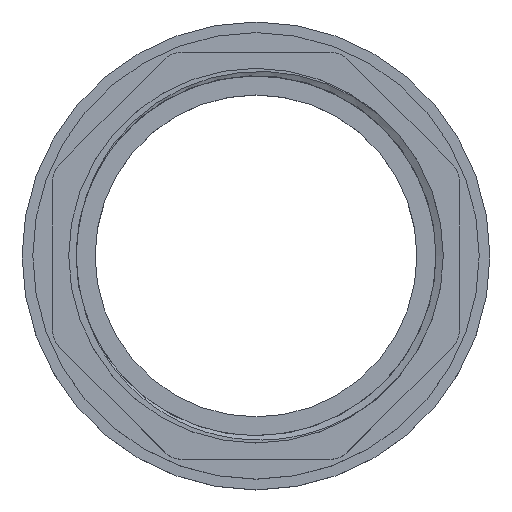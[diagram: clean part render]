
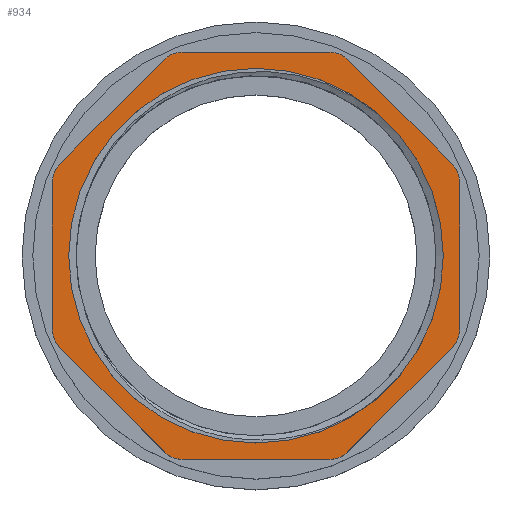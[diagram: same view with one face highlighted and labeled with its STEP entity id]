
A CAD part, top view. The second image highlights one B-rep face of the part: STEP entity #934.
In plain terms, the highlighted planar face has unit normal (0, 0, 1).
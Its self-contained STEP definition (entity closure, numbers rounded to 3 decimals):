
#20=FACE_BOUND('',#128,.T.);
#32=PLANE('',#1011);
#72=FACE_OUTER_BOUND('',#127,.T.);
#127=EDGE_LOOP('',(#725,#726,#727,#728,#729,#730,#731,#732,#733,#734,#735,
#736,#737,#738,#739,#740));
#128=EDGE_LOOP('',(#741));
#146=CIRCLE('',#976,37.592);
#156=CIRCLE('',#1012,5.);
#157=CIRCLE('',#1013,5.);
#158=CIRCLE('',#1014,5.);
#159=CIRCLE('',#1015,5.);
#160=CIRCLE('',#1016,5.);
#161=CIRCLE('',#1017,5.);
#162=CIRCLE('',#1018,5.);
#163=CIRCLE('',#1019,5.);
#256=LINE('',#4597,#315);
#260=LINE('',#4606,#319);
#262=LINE('',#4611,#321);
#266=LINE('',#4620,#325);
#270=LINE('',#4629,#329);
#276=LINE('',#4642,#335);
#280=LINE('',#4651,#339);
#282=LINE('',#4662,#341);
#315=VECTOR('',#1154,1.);
#319=VECTOR('',#1160,1.);
#321=VECTOR('',#1164,1.);
#325=VECTOR('',#1170,1.);
#329=VECTOR('',#1176,1.);
#335=VECTOR('',#1184,1.);
#339=VECTOR('',#1190,1.);
#341=VECTOR('',#1206,1.);
#367=VERTEX_POINT('',#2649);
#409=VERTEX_POINT('',#4594);
#410=VERTEX_POINT('',#4596);
#413=VERTEX_POINT('',#4603);
#414=VERTEX_POINT('',#4605);
#415=VERTEX_POINT('',#4609);
#416=VERTEX_POINT('',#4610);
#419=VERTEX_POINT('',#4618);
#420=VERTEX_POINT('',#4619);
#423=VERTEX_POINT('',#4627);
#424=VERTEX_POINT('',#4628);
#429=VERTEX_POINT('',#4639);
#430=VERTEX_POINT('',#4641);
#433=VERTEX_POINT('',#4648);
#434=VERTEX_POINT('',#4650);
#435=VERTEX_POINT('',#4659);
#436=VERTEX_POINT('',#4661);
#470=EDGE_CURVE('',#367,#367,#146,.T.);
#528=EDGE_CURVE('',#410,#409,#256,.T.);
#532=EDGE_CURVE('',#414,#413,#260,.T.);
#534=EDGE_CURVE('',#415,#416,#262,.T.);
#538=EDGE_CURVE('',#419,#420,#266,.T.);
#542=EDGE_CURVE('',#423,#424,#270,.T.);
#548=EDGE_CURVE('',#430,#429,#276,.T.);
#552=EDGE_CURVE('',#434,#433,#280,.T.);
#554=EDGE_CURVE('',#413,#415,#156,.T.);
#555=EDGE_CURVE('',#416,#419,#157,.T.);
#556=EDGE_CURVE('',#420,#423,#158,.T.);
#557=EDGE_CURVE('',#424,#430,#159,.T.);
#558=EDGE_CURVE('',#429,#434,#160,.T.);
#559=EDGE_CURVE('',#433,#435,#161,.T.);
#560=EDGE_CURVE('',#435,#436,#282,.T.);
#561=EDGE_CURVE('',#436,#410,#162,.T.);
#562=EDGE_CURVE('',#409,#414,#163,.T.);
#725=ORIENTED_EDGE('',*,*,#532,.T.);
#726=ORIENTED_EDGE('',*,*,#554,.T.);
#727=ORIENTED_EDGE('',*,*,#534,.T.);
#728=ORIENTED_EDGE('',*,*,#555,.T.);
#729=ORIENTED_EDGE('',*,*,#538,.T.);
#730=ORIENTED_EDGE('',*,*,#556,.T.);
#731=ORIENTED_EDGE('',*,*,#542,.T.);
#732=ORIENTED_EDGE('',*,*,#557,.T.);
#733=ORIENTED_EDGE('',*,*,#548,.T.);
#734=ORIENTED_EDGE('',*,*,#558,.T.);
#735=ORIENTED_EDGE('',*,*,#552,.T.);
#736=ORIENTED_EDGE('',*,*,#559,.T.);
#737=ORIENTED_EDGE('',*,*,#560,.T.);
#738=ORIENTED_EDGE('',*,*,#561,.T.);
#739=ORIENTED_EDGE('',*,*,#528,.T.);
#740=ORIENTED_EDGE('',*,*,#562,.T.);
#741=ORIENTED_EDGE('',*,*,#470,.F.);
#934=ADVANCED_FACE('',(#72,#20),#32,.T.);
#976=AXIS2_PLACEMENT_3D('',#2650,#1077,#1078);
#1011=AXIS2_PLACEMENT_3D('',#4653,#1192,#1193);
#1012=AXIS2_PLACEMENT_3D('',#4654,#1194,#1195);
#1013=AXIS2_PLACEMENT_3D('',#4655,#1196,#1197);
#1014=AXIS2_PLACEMENT_3D('',#4656,#1198,#1199);
#1015=AXIS2_PLACEMENT_3D('',#4657,#1200,#1201);
#1016=AXIS2_PLACEMENT_3D('',#4658,#1202,#1203);
#1017=AXIS2_PLACEMENT_3D('',#4660,#1204,#1205);
#1018=AXIS2_PLACEMENT_3D('',#4663,#1207,#1208);
#1019=AXIS2_PLACEMENT_3D('',#4664,#1209,#1210);
#1077=DIRECTION('center_axis',(0.,0.,1.));
#1078=DIRECTION('ref_axis',(-1.,0.,0.));
#1154=DIRECTION('',(-1.,0.,0.));
#1160=DIRECTION('',(-0.707,-0.707,0.));
#1164=DIRECTION('',(0.,-1.,0.));
#1170=DIRECTION('',(0.707,-0.707,0.));
#1176=DIRECTION('',(1.,0.,0.));
#1184=DIRECTION('',(0.707,0.707,0.));
#1190=DIRECTION('',(0.,1.,0.));
#1192=DIRECTION('center_axis',(0.,0.,1.));
#1193=DIRECTION('ref_axis',(0.,-1.,0.));
#1194=DIRECTION('center_axis',(0.,0.,1.));
#1195=DIRECTION('ref_axis',(0.,-1.,0.));
#1196=DIRECTION('center_axis',(0.,0.,1.));
#1197=DIRECTION('ref_axis',(0.,-1.,0.));
#1198=DIRECTION('center_axis',(0.,0.,1.));
#1199=DIRECTION('ref_axis',(0.,-1.,0.));
#1200=DIRECTION('center_axis',(0.,0.,1.));
#1201=DIRECTION('ref_axis',(0.,-1.,0.));
#1202=DIRECTION('center_axis',(0.,0.,1.));
#1203=DIRECTION('ref_axis',(0.,-1.,0.));
#1204=DIRECTION('center_axis',(0.,0.,1.));
#1205=DIRECTION('ref_axis',(0.,-1.,0.));
#1206=DIRECTION('',(-0.707,0.707,0.));
#1207=DIRECTION('center_axis',(0.,0.,1.));
#1208=DIRECTION('ref_axis',(0.,-1.,0.));
#1209=DIRECTION('center_axis',(0.,0.,1.));
#1210=DIRECTION('ref_axis',(0.,-1.,0.));
#2649=CARTESIAN_POINT('',(37.592,0.,38.9));
#2650=CARTESIAN_POINT('Origin',(0.,0.,38.9));
#4594=CARTESIAN_POINT('',(-14.85,40.85,38.9));
#4596=CARTESIAN_POINT('',(14.85,40.85,38.9));
#4597=CARTESIAN_POINT('',(16.921,40.85,38.9));
#4603=CARTESIAN_POINT('',(-39.386,18.385,38.9));
#4605=CARTESIAN_POINT('',(-18.385,39.386,38.9));
#4606=CARTESIAN_POINT('',(-16.921,40.85,38.9));
#4609=CARTESIAN_POINT('',(-40.85,14.85,38.9));
#4610=CARTESIAN_POINT('',(-40.85,-14.85,38.9));
#4611=CARTESIAN_POINT('',(-40.85,16.921,38.9));
#4618=CARTESIAN_POINT('',(-39.386,-18.385,38.9));
#4619=CARTESIAN_POINT('',(-18.385,-39.386,38.9));
#4620=CARTESIAN_POINT('',(-40.85,-16.921,38.9));
#4627=CARTESIAN_POINT('',(-14.85,-40.85,38.9));
#4628=CARTESIAN_POINT('',(14.85,-40.85,38.9));
#4629=CARTESIAN_POINT('',(-16.921,-40.85,38.9));
#4639=CARTESIAN_POINT('',(39.386,-18.385,38.9));
#4641=CARTESIAN_POINT('',(18.385,-39.386,38.9));
#4642=CARTESIAN_POINT('',(16.921,-40.85,38.9));
#4648=CARTESIAN_POINT('',(40.85,14.85,38.9));
#4650=CARTESIAN_POINT('',(40.85,-14.85,38.9));
#4651=CARTESIAN_POINT('',(40.85,-16.921,38.9));
#4653=CARTESIAN_POINT('Origin',(-40.85,0.,
38.9));
#4654=CARTESIAN_POINT('Origin',(-35.85,14.85,38.9));
#4655=CARTESIAN_POINT('Origin',(-35.85,-14.85,38.9));
#4656=CARTESIAN_POINT('Origin',(-14.85,-35.85,38.9));
#4657=CARTESIAN_POINT('Origin',(14.85,-35.85,38.9));
#4658=CARTESIAN_POINT('Origin',(35.85,-14.85,38.9));
#4659=CARTESIAN_POINT('',(39.386,18.385,38.9));
#4660=CARTESIAN_POINT('Origin',(35.85,14.85,38.9));
#4661=CARTESIAN_POINT('',(18.385,39.386,38.9));
#4662=CARTESIAN_POINT('',(40.85,16.921,38.9));
#4663=CARTESIAN_POINT('Origin',(14.85,35.85,38.9));
#4664=CARTESIAN_POINT('Origin',(-14.85,35.85,38.9));
